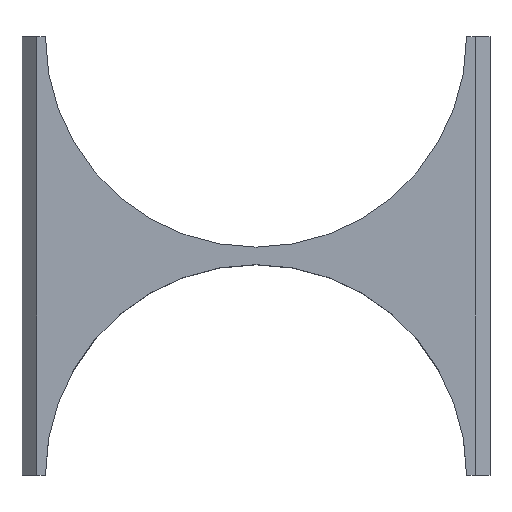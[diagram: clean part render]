
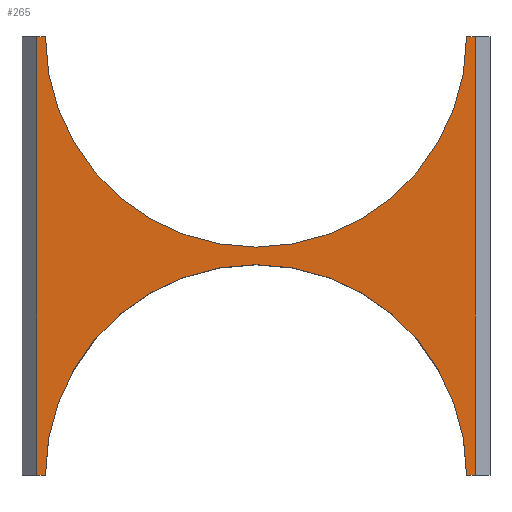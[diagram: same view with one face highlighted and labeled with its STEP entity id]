
A CAD part, top view. The second image highlights one B-rep face of the part: STEP entity #265.
In plain terms, the highlighted planar face has unit normal (0, 0, 1).
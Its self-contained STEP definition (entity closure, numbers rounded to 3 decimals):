
#19=CIRCLE('',#290,45.72);
#20=CIRCLE('',#291,45.72);
#29=FACE_OUTER_BOUND('',#43,.T.);
#43=EDGE_LOOP('',(#215,#216,#217,#218,#219,#220,#221,#222));
#60=LINE('',#397,#92);
#69=LINE('',#415,#101);
#71=LINE('',#419,#103);
#73=LINE('',#423,#105);
#75=LINE('',#428,#107);
#76=LINE('',#430,#108);
#92=VECTOR('',#320,10.);
#101=VECTOR('',#335,10.);
#103=VECTOR('',#339,10.);
#105=VECTOR('',#343,10.);
#107=VECTOR('',#349,10.);
#108=VECTOR('',#350,10.);
#124=VERTEX_POINT('',#394);
#125=VERTEX_POINT('',#396);
#130=VERTEX_POINT('',#412);
#131=VERTEX_POINT('',#414);
#132=VERTEX_POINT('',#418);
#133=VERTEX_POINT('',#422);
#134=VERTEX_POINT('',#427);
#135=VERTEX_POINT('',#429);
#150=EDGE_CURVE('',#125,#124,#60,.T.);
#159=EDGE_CURVE('',#131,#130,#69,.T.);
#161=EDGE_CURVE('',#131,#132,#71,.T.);
#163=EDGE_CURVE('',#133,#132,#73,.T.);
#165=EDGE_CURVE('',#130,#125,#19,.T.);
#166=EDGE_CURVE('',#134,#124,#75,.T.);
#167=EDGE_CURVE('',#134,#135,#76,.T.);
#168=EDGE_CURVE('',#135,#133,#20,.T.);
#215=ORIENTED_EDGE('',*,*,#161,.F.);
#216=ORIENTED_EDGE('',*,*,#159,.T.);
#217=ORIENTED_EDGE('',*,*,#165,.T.);
#218=ORIENTED_EDGE('',*,*,#150,.T.);
#219=ORIENTED_EDGE('',*,*,#166,.F.);
#220=ORIENTED_EDGE('',*,*,#167,.T.);
#221=ORIENTED_EDGE('',*,*,#168,.T.);
#222=ORIENTED_EDGE('',*,*,#163,.T.);
#253=PLANE('',#289);
#265=ADVANCED_FACE('',(#29),#253,.T.);
#289=AXIS2_PLACEMENT_3D('',#425,#345,#346);
#290=AXIS2_PLACEMENT_3D('',#426,#347,#348);
#291=AXIS2_PLACEMENT_3D('',#431,#351,#352);
#320=DIRECTION('',(-1.,0.,0.));
#335=DIRECTION('',(-1.,0.,0.));
#339=DIRECTION('',(0.,-1.,0.));
#343=DIRECTION('',(1.,0.,0.));
#345=DIRECTION('center_axis',(0.,0.,1.));
#346=DIRECTION('ref_axis',(1.,0.,0.));
#347=DIRECTION('center_axis',(0.,0.,-1.));
#348=DIRECTION('ref_axis',(-1.,0.,0.));
#349=DIRECTION('',(0.,1.,0.));
#350=DIRECTION('',(1.,0.,0.));
#351=DIRECTION('center_axis',(0.,0.,-1.));
#352=DIRECTION('ref_axis',(1.,0.,0.));
#394=CARTESIAN_POINT('',(3.175,95.25,25.4));
#396=CARTESIAN_POINT('',(5.08,95.25,25.4));
#397=CARTESIAN_POINT('',(0.,95.25,25.4));
#412=CARTESIAN_POINT('',(96.52,95.25,25.4));
#414=CARTESIAN_POINT('',(98.425,95.25,25.4));
#415=CARTESIAN_POINT('',(96.52,95.25,25.4));
#418=CARTESIAN_POINT('',(98.425,0.,25.4));
#419=CARTESIAN_POINT('',(98.425,23.813,25.4));
#422=CARTESIAN_POINT('',(96.52,0.,25.4));
#423=CARTESIAN_POINT('',(101.6,0.,25.4));
#425=CARTESIAN_POINT('Origin',(50.8,47.625,25.4));
#426=CARTESIAN_POINT('Origin',(50.8,95.25,25.4));
#427=CARTESIAN_POINT('',(3.175,0.,25.4));
#428=CARTESIAN_POINT('',(3.175,71.438,25.4));
#429=CARTESIAN_POINT('',(5.08,0.,25.4));
#430=CARTESIAN_POINT('',(5.08,0.,25.4));
#431=CARTESIAN_POINT('Origin',(50.8,0.,25.4));
